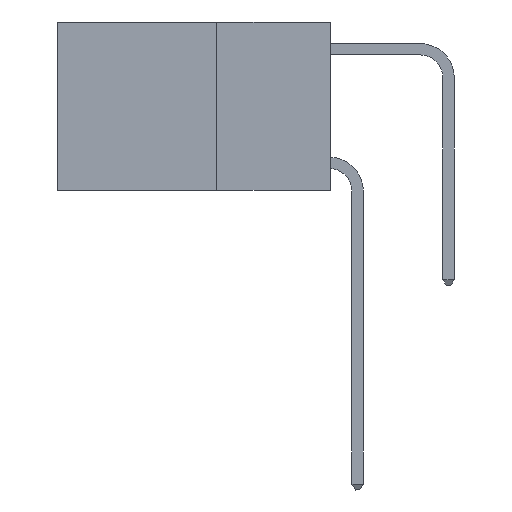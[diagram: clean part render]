
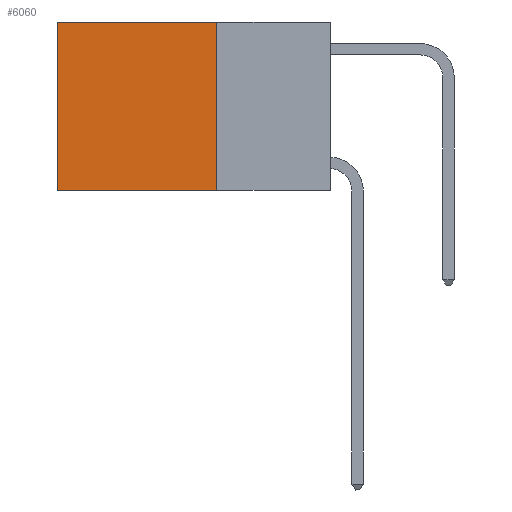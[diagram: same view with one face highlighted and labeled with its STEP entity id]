
A CAD part, left-side view. The second image highlights one B-rep face of the part: STEP entity #6060.
In plain terms, the highlighted planar face has unit normal (-1, 0, 0).
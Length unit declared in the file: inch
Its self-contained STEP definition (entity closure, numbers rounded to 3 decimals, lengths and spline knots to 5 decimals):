
#505 = DIRECTION ( 'NONE',  ( 0., 0., -1. ) ) ;
#1898 = PLANE ( 'NONE',  #29296 ) ;
#2376 = CARTESIAN_POINT ( 'NONE',  ( 0.2625, 0.25, 0. ) ) ;
#4042 = CARTESIAN_POINT ( 'NONE',  ( 0.2625, 0.25, 0. ) ) ;
#4104 = VECTOR ( 'NONE', #20221, 39.37008 ) ;
#4349 = ORIENTED_EDGE ( 'NONE', *, *, #22184, .T. ) ;
#4440 = FACE_OUTER_BOUND ( 'NONE', #15186, .T. ) ;
#6060 = ADVANCED_FACE ( 'NONE', ( #4440 ), #1898, .F. ) ;
#8357 = VECTOR ( 'NONE', #19857, 39.37008 ) ;
#8753 = LINE ( 'NONE', #23927, #16877 ) ;
#8881 = VERTEX_POINT ( 'NONE', #32366 ) ;
#10260 = EDGE_CURVE ( 'NONE', #8881, #20548, #28428, .T. ) ;
#10288 = DIRECTION ( 'NONE',  ( 0., 1., 0. ) ) ;
#10428 = CARTESIAN_POINT ( 'NONE',  ( 0.2625, 0.25, -0.37 ) ) ;
#11150 = ORIENTED_EDGE ( 'NONE', *, *, #10260, .F. ) ;
#11700 = CARTESIAN_POINT ( 'NONE',  ( 0.2625, 0.6, 0. ) ) ;
#11785 = DIRECTION ( 'NONE',  ( 1., 0., 0. ) ) ;
#15186 = EDGE_LOOP ( 'NONE', ( #4349, #11150, #30304, #18429 ) ) ;
#16877 = VECTOR ( 'NONE', #505, 39.37008 ) ;
#18429 = ORIENTED_EDGE ( 'NONE', *, *, #22015, .T. ) ;
#19052 = VECTOR ( 'NONE', #10288, 39.37008 ) ;
#19436 = VERTEX_POINT ( 'NONE', #23533 ) ;
#19700 = LINE ( 'NONE', #30308, #8357 ) ;
#19857 = DIRECTION ( 'NONE',  ( 0., 0., -1. ) ) ;
#20221 = DIRECTION ( 'NONE',  ( 0., 1., 0. ) ) ;
#20548 = VERTEX_POINT ( 'NONE', #32569 ) ;
#22015 = EDGE_CURVE ( 'NONE', #19436, #25373, #30854, .T. ) ;
#22057 = DIRECTION ( 'NONE',  ( 0., 0., -1. ) ) ;
#22184 = EDGE_CURVE ( 'NONE', #25373, #20548, #8753, .T. ) ;
#23533 = CARTESIAN_POINT ( 'NONE',  ( 0.2625, 0.25, 0. ) ) ;
#23927 = CARTESIAN_POINT ( 'NONE',  ( 0.2625, 0.6, 0. ) ) ;
#25373 = VERTEX_POINT ( 'NONE', #11700 ) ;
#26463 = EDGE_CURVE ( 'NONE', #19436, #8881, #19700, .T. ) ;
#28428 = LINE ( 'NONE', #10428, #4104 ) ;
#29296 = AXIS2_PLACEMENT_3D ( 'NONE', #4042, #11785, #22057 ) ;
#30304 = ORIENTED_EDGE ( 'NONE', *, *, #26463, .F. ) ;
#30308 = CARTESIAN_POINT ( 'NONE',  ( 0.2625, 0.25, 0. ) ) ;
#30854 = LINE ( 'NONE', #2376, #19052 ) ;
#32366 = CARTESIAN_POINT ( 'NONE',  ( 0.2625, 0.25, -0.37 ) ) ;
#32569 = CARTESIAN_POINT ( 'NONE',  ( 0.2625, 0.6, -0.37 ) ) ;
